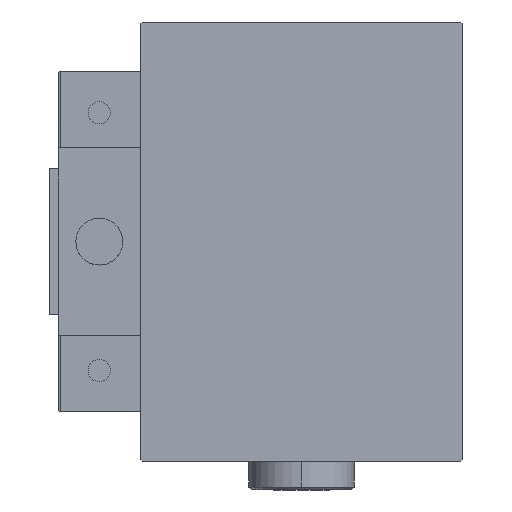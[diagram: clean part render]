
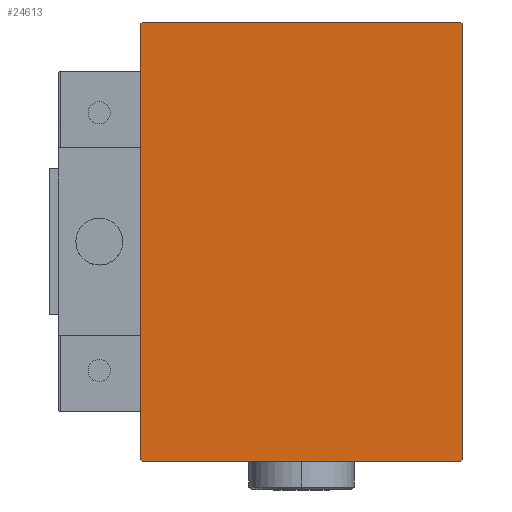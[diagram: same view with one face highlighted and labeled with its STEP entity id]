
A CAD part, left-side view. The second image highlights one B-rep face of the part: STEP entity #24613.
In plain terms, the highlighted face is planar.
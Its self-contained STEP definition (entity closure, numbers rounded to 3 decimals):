
#812 = DIRECTION ( 'NONE',  ( 0., 0., 1. ) ) ;
#1485 = CARTESIAN_POINT ( 'NONE',  ( 75., -27.5, 37.2 ) ) ;
#1640 = ORIENTED_EDGE ( 'NONE', *, *, #42042, .T. ) ;
#1645 = CARTESIAN_POINT ( 'NONE',  ( 75., -27.5, -37.2 ) ) ;
#2096 = CARTESIAN_POINT ( 'NONE',  ( 75., 32.35, -32.35 ) ) ;
#2756 = EDGE_CURVE ( 'NONE', #33546, #14357, #32787, .T. ) ;
#3073 = EDGE_CURVE ( 'NONE', #53405, #33546, #16888, .T. ) ;
#4338 = DIRECTION ( 'NONE',  ( 0., 0.707, -0.707 ) ) ;
#4415 = VECTOR ( 'NONE', #812, 1000. ) ;
#4524 = LINE ( 'NONE', #53742, #48428 ) ;
#9063 = EDGE_LOOP ( 'NONE', ( #1640, #49819, #49234, #14435, #24460, #51306, #26239, #28792 ) ) ;
#12038 = VECTOR ( 'NONE', #18885, 1000. ) ;
#12125 = DIRECTION ( 'NONE',  ( 0., -0.707, 0.707 ) ) ;
#12442 = LINE ( 'NONE', #41276, #13355 ) ;
#13353 = CARTESIAN_POINT ( 'NONE',  ( 75., -27.5, 37.5 ) ) ;
#13355 = VECTOR ( 'NONE', #21393, 1000. ) ;
#13556 = EDGE_CURVE ( 'NONE', #48582, #36536, #50590, .T. ) ;
#14357 = VERTEX_POINT ( 'NONE', #20974 ) ;
#14435 = ORIENTED_EDGE ( 'NONE', *, *, #2756, .T. ) ;
#14630 = CARTESIAN_POINT ( 'NONE',  ( 75., 0., 0. ) ) ;
#14902 = FACE_OUTER_BOUND ( 'NONE', #9063, .T. ) ;
#15086 = CARTESIAN_POINT ( 'NONE',  ( 75., -32.35, 32.35 ) ) ;
#16421 = EDGE_CURVE ( 'NONE', #14357, #25540, #12442, .T. ) ;
#16888 = LINE ( 'NONE', #33470, #4415 ) ;
#18428 = LINE ( 'NONE', #2096, #21591 ) ;
#18695 = DIRECTION ( 'NONE',  ( 0., 0.707, 0.707 ) ) ;
#18885 = DIRECTION ( 'NONE',  ( 0., -0.707, -0.707 ) ) ;
#20974 = CARTESIAN_POINT ( 'NONE',  ( 75., 27.2, 37.5 ) ) ;
#21393 = DIRECTION ( 'NONE',  ( 0., -1., 0. ) ) ;
#21591 = VECTOR ( 'NONE', #18695, 1000. ) ;
#21768 = DIRECTION ( 'NONE',  ( 0., 0., -1. ) ) ;
#22220 = VERTEX_POINT ( 'NONE', #29107 ) ;
#24460 = ORIENTED_EDGE ( 'NONE', *, *, #16421, .T. ) ;
#24613 = ADVANCED_FACE ( 'NONE', ( #14902 ), #47806, .T. ) ;
#25540 = VERTEX_POINT ( 'NONE', #29018 ) ;
#26239 = ORIENTED_EDGE ( 'NONE', *, *, #13556, .T. ) ;
#26862 = DIRECTION ( 'NONE',  ( 0., 0., -1. ) ) ;
#28792 = ORIENTED_EDGE ( 'NONE', *, *, #34362, .T. ) ;
#29018 = CARTESIAN_POINT ( 'NONE',  ( 75., -27.2, 37.5 ) ) ;
#29107 = CARTESIAN_POINT ( 'NONE',  ( 75., -27.2, -37.5 ) ) ;
#29587 = EDGE_CURVE ( 'NONE', #31409, #53405, #18428, .T. ) ;
#29648 = CARTESIAN_POINT ( 'NONE',  ( 75., 27.5, 37.2 ) ) ;
#30979 = AXIS2_PLACEMENT_3D ( 'NONE', #14630, #44505, #26862 ) ;
#31409 = VERTEX_POINT ( 'NONE', #31830 ) ;
#31830 = CARTESIAN_POINT ( 'NONE',  ( 75., 27.2, -37.5 ) ) ;
#32192 = LINE ( 'NONE', #15086, #12038 ) ;
#32787 = LINE ( 'NONE', #49382, #49583 ) ;
#33470 = CARTESIAN_POINT ( 'NONE',  ( 75., 27.5, -37.5 ) ) ;
#33546 = VERTEX_POINT ( 'NONE', #29648 ) ;
#34362 = EDGE_CURVE ( 'NONE', #36536, #22220, #42162, .T. ) ;
#36536 = VERTEX_POINT ( 'NONE', #1645 ) ;
#38565 = VECTOR ( 'NONE', #21768, 1000. ) ;
#41142 = CARTESIAN_POINT ( 'NONE',  ( 75., 27.5, -37.2 ) ) ;
#41276 = CARTESIAN_POINT ( 'NONE',  ( 75., 27.5, 37.5 ) ) ;
#42042 = EDGE_CURVE ( 'NONE', #22220, #31409, #4524, .T. ) ;
#42162 = LINE ( 'NONE', #46511, #52892 ) ;
#44505 = DIRECTION ( 'NONE',  ( 1., 0., 0. ) ) ;
#45308 = EDGE_CURVE ( 'NONE', #25540, #48582, #32192, .T. ) ;
#46511 = CARTESIAN_POINT ( 'NONE',  ( 75., -32.35, -32.35 ) ) ;
#47806 = PLANE ( 'NONE',  #30979 ) ;
#48428 = VECTOR ( 'NONE', #53477, 1000. ) ;
#48582 = VERTEX_POINT ( 'NONE', #1485 ) ;
#49234 = ORIENTED_EDGE ( 'NONE', *, *, #3073, .T. ) ;
#49382 = CARTESIAN_POINT ( 'NONE',  ( 75., 32.35, 32.35 ) ) ;
#49583 = VECTOR ( 'NONE', #12125, 1000. ) ;
#49819 = ORIENTED_EDGE ( 'NONE', *, *, #29587, .T. ) ;
#50590 = LINE ( 'NONE', #13353, #38565 ) ;
#51306 = ORIENTED_EDGE ( 'NONE', *, *, #45308, .T. ) ;
#52892 = VECTOR ( 'NONE', #4338, 1000. ) ;
#53405 = VERTEX_POINT ( 'NONE', #41142 ) ;
#53477 = DIRECTION ( 'NONE',  ( 0., 1., 0. ) ) ;
#53742 = CARTESIAN_POINT ( 'NONE',  ( 75., -27.5, -37.5 ) ) ;
